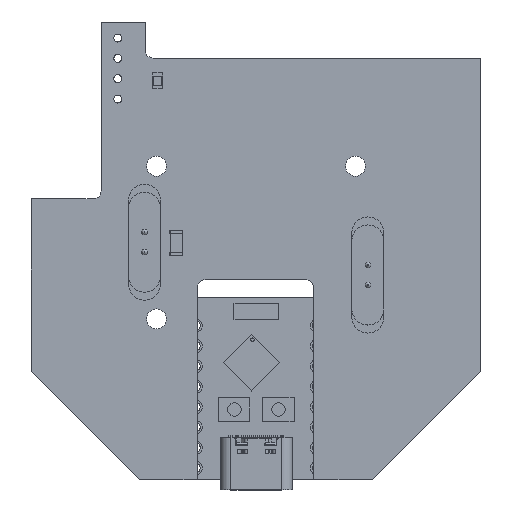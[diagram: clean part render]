
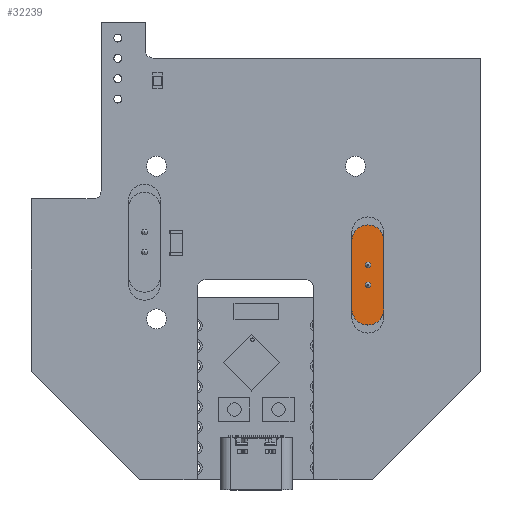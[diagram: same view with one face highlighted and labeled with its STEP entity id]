
A CAD part, top view. The second image highlights one B-rep face of the part: STEP entity #32239.
In plain terms, the highlighted face is planar.
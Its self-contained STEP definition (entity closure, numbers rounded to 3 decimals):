
#31764 = VERTEX_POINT('',#31765);
#31765 = CARTESIAN_POINT('',(1.6,4.,0.));
#31771 = EDGE_CURVE('',#31764,#31764,#31772,.T.);
#31772 = CIRCLE('',#31773,0.35);
#31773 = AXIS2_PLACEMENT_3D('',#31774,#31775,#31776);
#31774 = CARTESIAN_POINT('',(1.25,4.,0.));
#31775 = DIRECTION('',(0.,-1.,0.));
#31776 = DIRECTION('',(-1.,0.,0.));
#31865 = VERTEX_POINT('',#31866);
#31866 = CARTESIAN_POINT('',(-0.9,4.,0.));
#31872 = EDGE_CURVE('',#31865,#31865,#31873,.T.);
#31873 = CIRCLE('',#31874,0.35);
#31874 = AXIS2_PLACEMENT_3D('',#31875,#31876,#31877);
#31875 = CARTESIAN_POINT('',(-1.25,4.,0.));
#31876 = DIRECTION('',(0.,-1.,0.));
#31877 = DIRECTION('',(-1.,0.,0.));
#31982 = VERTEX_POINT('',#31983);
#31983 = CARTESIAN_POINT('',(4.25,4.,2.));
#31989 = EDGE_CURVE('',#31990,#31982,#31992,.T.);
#31990 = VERTEX_POINT('',#31991);
#31991 = CARTESIAN_POINT('',(-4.25,4.,2.));
#31992 = LINE('',#31993,#31994);
#31993 = CARTESIAN_POINT('',(6.25,4.,2.));
#31994 = VECTOR('',#31995,1.);
#31995 = DIRECTION('',(1.,0.,0.));
#32195 = VERTEX_POINT('',#32196);
#32196 = CARTESIAN_POINT('',(4.25,4.,-2.));
#32202 = EDGE_CURVE('',#32195,#31982,#32203,.T.);
#32203 = CIRCLE('',#32204,2.);
#32204 = AXIS2_PLACEMENT_3D('',#32205,#32206,#32207);
#32205 = CARTESIAN_POINT('',(4.25,4.,0.));
#32206 = DIRECTION('',(0.,-1.,0.));
#32207 = DIRECTION('',(0.707,0.,-0.707));
#32239 = ADVANCED_FACE('',(#32240,#32259,#32262),#32265,.T.);
#32240 = FACE_BOUND('',#32241,.T.);
#32241 = EDGE_LOOP('',(#32242,#32243,#32251,#32258));
#32242 = ORIENTED_EDGE('',*,*,#32202,.F.);
#32243 = ORIENTED_EDGE('',*,*,#32244,.T.);
#32244 = EDGE_CURVE('',#32195,#32245,#32247,.T.);
#32245 = VERTEX_POINT('',#32246);
#32246 = CARTESIAN_POINT('',(-4.25,4.,-2.));
#32247 = LINE('',#32248,#32249);
#32248 = CARTESIAN_POINT('',(-6.25,4.,-2.));
#32249 = VECTOR('',#32250,1.);
#32250 = DIRECTION('',(-1.,0.,0.));
#32251 = ORIENTED_EDGE('',*,*,#32252,.F.);
#32252 = EDGE_CURVE('',#31990,#32245,#32253,.T.);
#32253 = CIRCLE('',#32254,2.);
#32254 = AXIS2_PLACEMENT_3D('',#32255,#32256,#32257);
#32255 = CARTESIAN_POINT('',(-4.25,4.,0.));
#32256 = DIRECTION('',(0.,-1.,0.));
#32257 = DIRECTION('',(-0.707,0.,0.707));
#32258 = ORIENTED_EDGE('',*,*,#31989,.T.);
#32259 = FACE_BOUND('',#32260,.T.);
#32260 = EDGE_LOOP('',(#32261));
#32261 = ORIENTED_EDGE('',*,*,#31771,.T.);
#32262 = FACE_BOUND('',#32263,.T.);
#32263 = EDGE_LOOP('',(#32264));
#32264 = ORIENTED_EDGE('',*,*,#31872,.T.);
#32265 = PLANE('',#32266);
#32266 = AXIS2_PLACEMENT_3D('',#32267,#32268,#32269);
#32267 = CARTESIAN_POINT('',(0.,4.,0.));
#32268 = DIRECTION('',(0.,1.,0.));
#32269 = DIRECTION('',(0.,-0.,1.));
